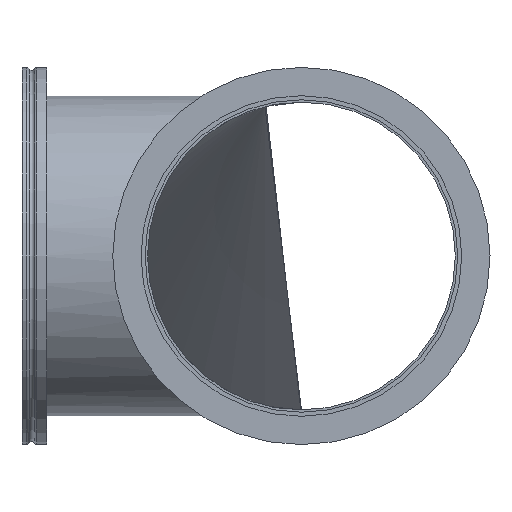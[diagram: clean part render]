
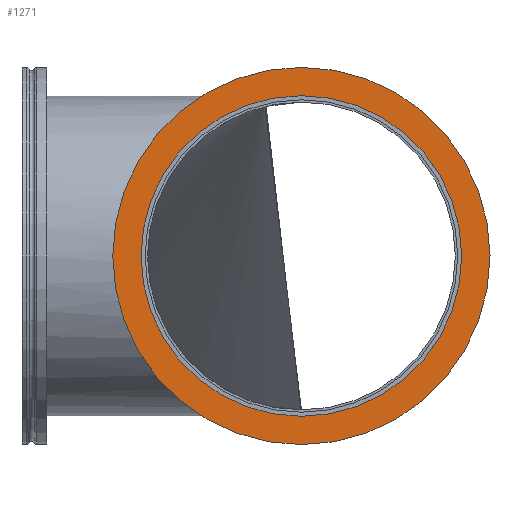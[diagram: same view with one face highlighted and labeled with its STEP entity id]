
A CAD part, left-side view. The second image highlights one B-rep face of the part: STEP entity #1271.
In plain terms, the highlighted face is planar.
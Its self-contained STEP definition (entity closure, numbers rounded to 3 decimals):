
#98 = AXIS2_PLACEMENT_3D ( 'NONE', #2774, #3297, #246 ) ;
#246 = DIRECTION ( 'NONE',  ( 0., 0., 1. ) ) ;
#265 = DIRECTION ( 'NONE',  ( 0., 0., -1. ) ) ;
#728 = PLANE ( 'NONE',  #98 ) ;
#809 = EDGE_LOOP ( 'NONE', ( #2224 ) ) ;
#1271 = ADVANCED_FACE ( 'NONE', ( #3131, #2455 ), #728, .T. ) ;
#1383 = CARTESIAN_POINT ( 'NONE',  ( 0., 0., -76.5 ) ) ;
#1412 = CARTESIAN_POINT ( 'NONE',  ( 0., 0., 0. ) ) ;
#1481 = EDGE_CURVE ( 'NONE', #1574, #1574, #2125, .T. ) ;
#1574 = VERTEX_POINT ( 'NONE', #1632 ) ;
#1632 = CARTESIAN_POINT ( 'NONE',  ( 0., 0., -90. ) ) ;
#1782 = CIRCLE ( 'NONE', #3178, 76.5 ) ;
#1803 = ORIENTED_EDGE ( 'NONE', *, *, #1481, .T. ) ;
#2068 = DIRECTION ( 'NONE',  ( 0., -1., 0. ) ) ;
#2125 = CIRCLE ( 'NONE', #2209, 90. ) ;
#2209 = AXIS2_PLACEMENT_3D ( 'NONE', #1412, #2305, #265 ) ;
#2224 = ORIENTED_EDGE ( 'NONE', *, *, #2510, .T. ) ;
#2287 = CARTESIAN_POINT ( 'NONE',  ( 0., 0., 0. ) ) ;
#2305 = DIRECTION ( 'NONE',  ( 0., 1., 0. ) ) ;
#2447 = VERTEX_POINT ( 'NONE', #1383 ) ;
#2455 = FACE_BOUND ( 'NONE', #809, .T. ) ;
#2510 = EDGE_CURVE ( 'NONE', #2447, #2447, #1782, .T. ) ;
#2572 = EDGE_LOOP ( 'NONE', ( #1803 ) ) ;
#2684 = DIRECTION ( 'NONE',  ( 0., 0., -1. ) ) ;
#2774 = CARTESIAN_POINT ( 'NONE',  ( 0., 0., 0. ) ) ;
#3131 = FACE_OUTER_BOUND ( 'NONE', #2572, .T. ) ;
#3178 = AXIS2_PLACEMENT_3D ( 'NONE', #2287, #2068, #2684 ) ;
#3297 = DIRECTION ( 'NONE',  ( 0., 1., 0. ) ) ;
